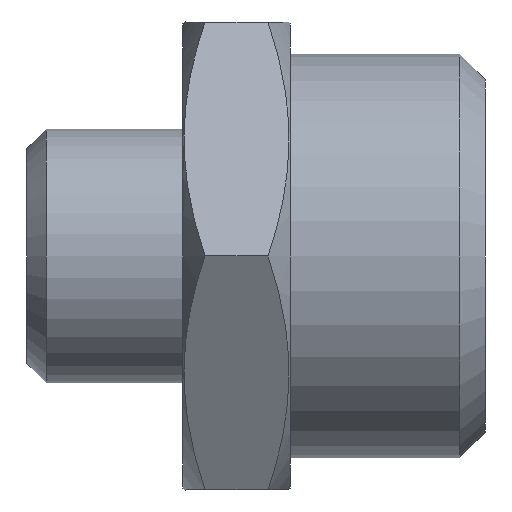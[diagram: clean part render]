
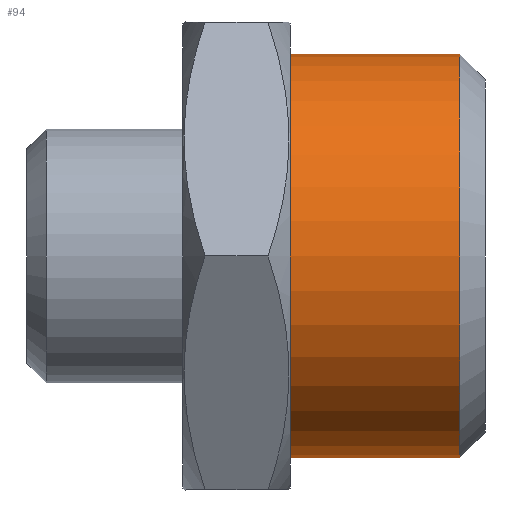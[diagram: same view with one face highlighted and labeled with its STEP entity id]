
A CAD part, left-side view. The second image highlights one B-rep face of the part: STEP entity #94.
In plain terms, the highlighted cylindrical face has radius 10.35 mm (diameter 20.7 mm), a full revolution.
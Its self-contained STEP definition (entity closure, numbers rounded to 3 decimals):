
#94 = ADVANCED_FACE( 'NONE', ( #147, #148 ), #149, .T. );
#147 = FACE_OUTER_BOUND( '', #201, .T. );
#148 = FACE_OUTER_BOUND( '', #202, .T. );
#149 = CYLINDRICAL_SURFACE( '', #203, 10.35 );
#201 = EDGE_LOOP( '', ( #325 ) );
#202 = EDGE_LOOP( '', ( #326 ) );
#203 = AXIS2_PLACEMENT_3D( '', #327, #328, #329 );
#325 = ORIENTED_EDGE( '', *, *, #355, .T. );
#326 = ORIENTED_EDGE( '', *, *, #349, .F. );
#327 = CARTESIAN_POINT( '', ( 0., -6.209, 0. ) );
#328 = DIRECTION( '', ( 0., 1., 0. ) );
#329 = DIRECTION( '', ( 0., 0., -1. ) );
#349 = EDGE_CURVE( 'NONE', #398, #398, #399, .T. );
#355 = EDGE_CURVE( 'NONE', #410, #410, #411, .T. );
#398 = VERTEX_POINT( '', #677 );
#399 = CIRCLE( '', #678, 10.35 );
#410 = VERTEX_POINT( '', #689 );
#411 = CIRCLE( '', #690, 10.35 );
#677 = CARTESIAN_POINT( '', ( 0., 10., -10.35 ) );
#678 = AXIS2_PLACEMENT_3D( '', #714, #715, #716 );
#689 = CARTESIAN_POINT( '', ( 0., 1.3, -10.35 ) );
#690 = AXIS2_PLACEMENT_3D( '', #732, #733, #734 );
#714 = CARTESIAN_POINT( '', ( 0., 10., 0. ) );
#715 = DIRECTION( '', ( 0., 1., 0. ) );
#716 = DIRECTION( '', ( 0., 0., -1. ) );
#732 = CARTESIAN_POINT( '', ( 0., 1.3, 0. ) );
#733 = DIRECTION( '', ( 0., 1., 0. ) );
#734 = DIRECTION( '', ( 0., 0., -1. ) );
